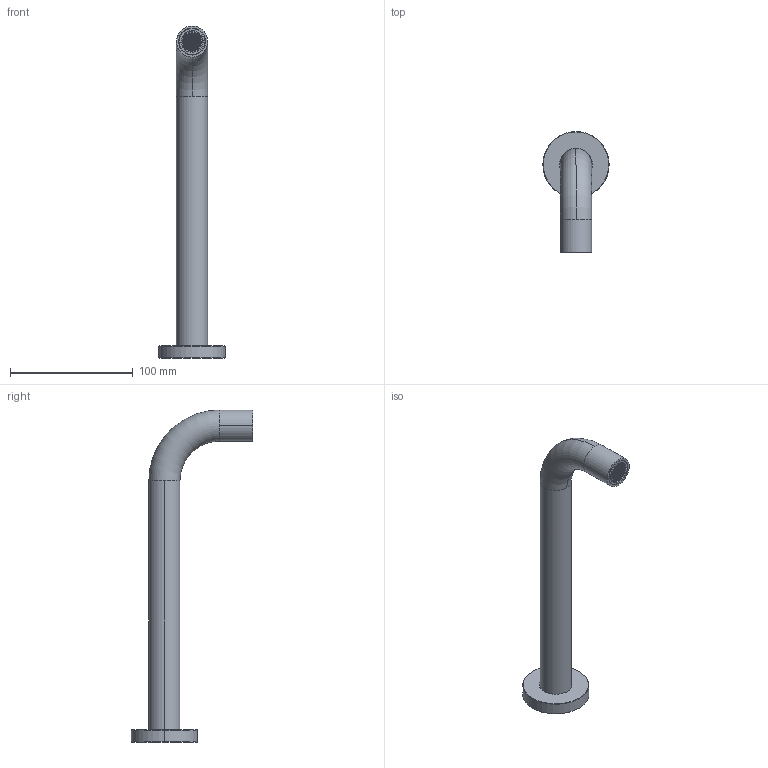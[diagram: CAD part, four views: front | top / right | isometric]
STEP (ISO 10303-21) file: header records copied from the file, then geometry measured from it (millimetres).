
FILE_DESCRIPTION (( 'STEP AP214' ), '1' );
FILE_NAME ('S25BA250SS_shell.STEP', '2018-10-25T00:34:40', ( 'khoa' ), ( '' ), 'SwSTEP 2.0', 'SolidWorks 2016', '' );
FILE_SCHEMA (( 'AUTOMOTIVE_DESIGN' ));
Length unit declared in the file: millimetre
Products named in the file (2): S25BA250SS_shell
Bounding box: 54 x 99.01 x 270.7 mm (x, y, z)
Volume: 56025.7 mm3; surface area: 52906.4 mm2
Topology: 1 solids, 3 shells, 1181 faces, 2995 edges, 1989 vertices
Faces by surface type: plane 1083, cylinder 74, cone 20, torus 4
Entity records: 46084 total; most frequent: CARTESIAN_POINT 6407, ORIENTED_EDGE 5990, DIRECTION 5398, EDGE_CURVE 2995, VECTOR 2798, LINE 2798, VERTEX_POINT 1989, EDGE_LOOP 1352
